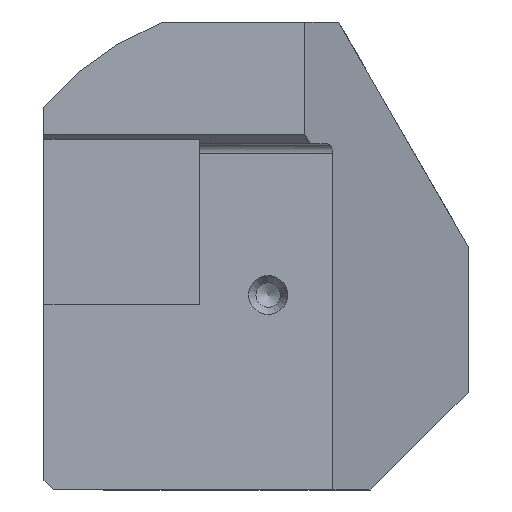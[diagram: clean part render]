
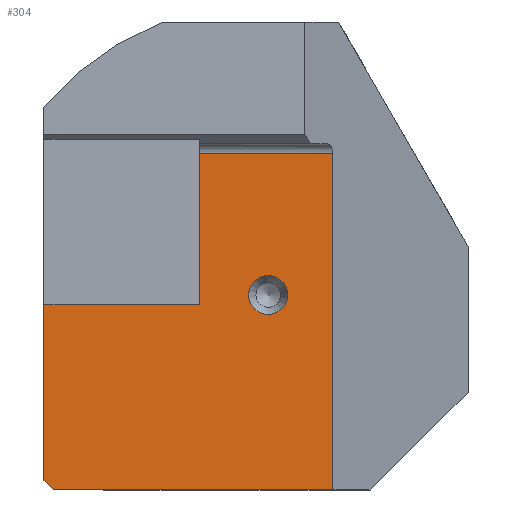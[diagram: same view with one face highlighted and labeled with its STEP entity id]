
A CAD part, left-side view. The second image highlights one B-rep face of the part: STEP entity #304.
In plain terms, the highlighted planar face has unit normal (-1, 0, 0).
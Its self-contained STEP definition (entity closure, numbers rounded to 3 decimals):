
#147=LINE('',#1669,#230);
#152=LINE('',#1683,#235);
#153=LINE('',#1687,#236);
#154=LINE('',#1689,#237);
#155=LINE('',#1691,#238);
#156=LINE('',#1693,#239);
#157=LINE('',#1695,#240);
#230=VECTOR('',#1283,1.);
#235=VECTOR('',#1296,1.);
#236=VECTOR('',#1301,1.);
#237=VECTOR('',#1302,1.);
#238=VECTOR('',#1303,1.);
#239=VECTOR('',#1304,1.);
#240=VECTOR('',#1305,1.);
#304=ADVANCED_FACE('',(#440,#441),#371,.F.);
#371=PLANE('',#1165);
#440=FACE_BOUND('',#484,.T.);
#441=FACE_BOUND('',#485,.T.);
#484=EDGE_LOOP('',(#597));
#485=EDGE_LOOP('',(#598,#599,#600,#601,#602,#603,#604));
#597=ORIENTED_EDGE('',*,*,#998,.T.);
#598=ORIENTED_EDGE('',*,*,#997,.F.);
#599=ORIENTED_EDGE('',*,*,#990,.F.);
#600=ORIENTED_EDGE('',*,*,#999,.F.);
#601=ORIENTED_EDGE('',*,*,#1000,.F.);
#602=ORIENTED_EDGE('',*,*,#1001,.F.);
#603=ORIENTED_EDGE('',*,*,#1002,.T.);
#604=ORIENTED_EDGE('',*,*,#1003,.F.);
#883=VERTEX_POINT('',#1668);
#884=VERTEX_POINT('',#1670);
#887=VERTEX_POINT('',#1680);
#889=VERTEX_POINT('',#1686);
#890=VERTEX_POINT('',#1688);
#891=VERTEX_POINT('',#1690);
#892=VERTEX_POINT('',#1692);
#893=VERTEX_POINT('',#1694);
#990=EDGE_CURVE('',#883,#884,#147,.T.);
#997=EDGE_CURVE('',#884,#887,#152,.T.);
#998=EDGE_CURVE('',#889,#889,#1122,.T.);
#999=EDGE_CURVE('',#890,#883,#153,.T.);
#1000=EDGE_CURVE('',#891,#890,#154,.T.);
#1001=EDGE_CURVE('',#892,#891,#155,.T.);
#1002=EDGE_CURVE('',#892,#893,#156,.T.);
#1003=EDGE_CURVE('',#887,#893,#157,.T.);
#1122=CIRCLE('',#1164,2.);
#1164=AXIS2_PLACEMENT_3D('',#1685,#1299,#1300);
#1165=AXIS2_PLACEMENT_3D('',#1696,#1306,#1307);
#1283=DIRECTION('',(0.,0.,1.));
#1296=DIRECTION('',(0.,-1.,0.));
#1299=DIRECTION('',(1.,0.,0.));
#1300=DIRECTION('',(0.,0.,-1.));
#1301=DIRECTION('',(0.,0.707,0.707));
#1302=DIRECTION('',(0.,1.,0.));
#1303=DIRECTION('',(0.,0.,-1.));
#1304=DIRECTION('',(0.,1.,0.));
#1305=DIRECTION('',(0.,0.,1.));
#1306=DIRECTION('',(1.,0.,0.));
#1307=DIRECTION('',(0.,0.,-1.));
#1668=CARTESIAN_POINT('',(5.,23.,-19.));
#1669=CARTESIAN_POINT('',(5.,23.,-20.));
#1670=CARTESIAN_POINT('',(5.,23.,-1.));
#1680=CARTESIAN_POINT('',(5.,7.,-1.));
#1683=CARTESIAN_POINT('',(5.,40.,-1.));
#1685=CARTESIAN_POINT('',(5.,0.,0.));
#1686=CARTESIAN_POINT('',(5.,0.,-2.));
#1687=CARTESIAN_POINT('',(5.,31.,-11.));
#1688=CARTESIAN_POINT('',(5.,22.,-20.));
#1689=CARTESIAN_POINT('',(5.,40.,-20.));
#1690=CARTESIAN_POINT('',(5.,-6.644,-20.));
#1691=CARTESIAN_POINT('',(5.,-6.644,-20.));
#1692=CARTESIAN_POINT('',(5.,-6.644,14.5));
#1693=CARTESIAN_POINT('',(5.,40.,14.5));
#1694=CARTESIAN_POINT('',(5.,7.,14.5));
#1695=CARTESIAN_POINT('',(5.,7.,-20.));
#1696=CARTESIAN_POINT('',(5.,40.,-20.));
